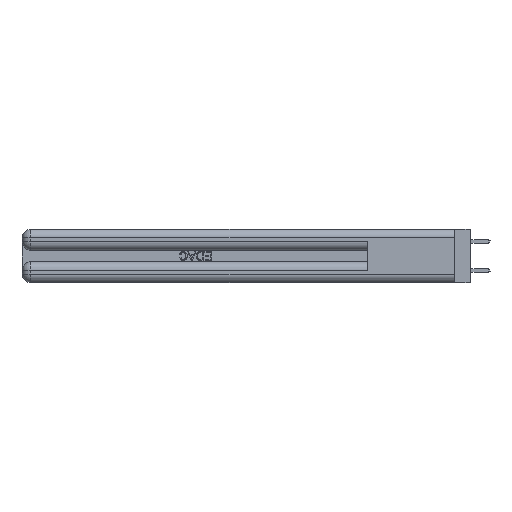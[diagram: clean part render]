
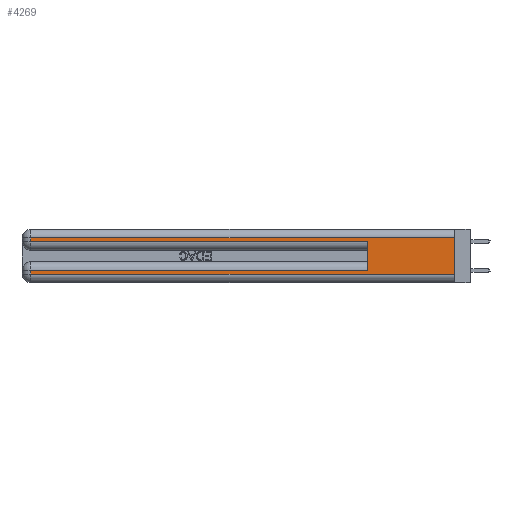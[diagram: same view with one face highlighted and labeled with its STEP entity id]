
A CAD part, left-side view. The second image highlights one B-rep face of the part: STEP entity #4269.
In plain terms, the highlighted planar face has unit normal (-1, 0, 0).
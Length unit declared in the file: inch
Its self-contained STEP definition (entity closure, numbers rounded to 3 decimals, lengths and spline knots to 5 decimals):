
#1654 = DIRECTION ( 'NONE',  ( 0., -1., 0. ) ) ;
#1970 = CARTESIAN_POINT ( 'NONE',  ( 0., 2.94, 0.31 ) ) ;
#3453 = CARTESIAN_POINT ( 'NONE',  ( 0., 2.94, 0.37 ) ) ;
#3477 = EDGE_CURVE ( 'NONE', #14473, #20634, #51326, .T. ) ;
#3496 = DIRECTION ( 'NONE',  ( 0., 0., -1. ) ) ;
#4269 = ADVANCED_FACE ( 'NONE', ( #33764 ), #10726, .F. ) ;
#4338 = ORIENTED_EDGE ( 'NONE', *, *, #9891, .T. ) ;
#5684 = ORIENTED_EDGE ( 'NONE', *, *, #43660, .T. ) ;
#5763 = DIRECTION ( 'NONE',  ( 0., -1., 0. ) ) ;
#7516 = CARTESIAN_POINT ( 'NONE',  ( 0., 0., 0.37 ) ) ;
#7942 = CARTESIAN_POINT ( 'NONE',  ( 0., 0.6, 0.085 ) ) ;
#9452 = LINE ( 'NONE', #31989, #18918 ) ;
#9891 = EDGE_CURVE ( 'NONE', #38595, #20634, #47209, .T. ) ;
#10097 = LINE ( 'NONE', #47294, #28987 ) ;
#10726 = PLANE ( 'NONE',  #12565 ) ;
#10772 = EDGE_CURVE ( 'NONE', #15378, #41086, #9452, .T. ) ;
#12180 = DIRECTION ( 'NONE',  ( 0., 0., 1. ) ) ;
#12266 = ORIENTED_EDGE ( 'NONE', *, *, #10772, .T. ) ;
#12565 = AXIS2_PLACEMENT_3D ( 'NONE', #50715, #38836, #14779 ) ;
#14473 = VERTEX_POINT ( 'NONE', #40527 ) ;
#14518 = ORIENTED_EDGE ( 'NONE', *, *, #32598, .T. ) ;
#14776 = ORIENTED_EDGE ( 'NONE', *, *, #28447, .T. ) ;
#14779 = DIRECTION ( 'NONE',  ( 0., 0., -1. ) ) ;
#15378 = VERTEX_POINT ( 'NONE', #1970 ) ;
#18023 = VECTOR ( 'NONE', #5763, 39.37008 ) ;
#18918 = VECTOR ( 'NONE', #44206, 39.37008 ) ;
#19054 = LINE ( 'NONE', #36119, #28483 ) ;
#19290 = ORIENTED_EDGE ( 'NONE', *, *, #22848, .F. ) ;
#20634 = VERTEX_POINT ( 'NONE', #25969 ) ;
#21710 = CARTESIAN_POINT ( 'NONE',  ( 0., 0., 0.06 ) ) ;
#22581 = CARTESIAN_POINT ( 'NONE',  ( 0., 2.94, 0.06 ) ) ;
#22820 = VERTEX_POINT ( 'NONE', #7942 ) ;
#22848 = EDGE_CURVE ( 'NONE', #22820, #39274, #19054, .T. ) ;
#24430 = ORIENTED_EDGE ( 'NONE', *, *, #46111, .T. ) ;
#25969 = CARTESIAN_POINT ( 'NONE',  ( 0., 0., 0.06 ) ) ;
#27849 = VECTOR ( 'NONE', #31573, 39.37008 ) ;
#28447 = EDGE_CURVE ( 'NONE', #41086, #39274, #39381, .T. ) ;
#28483 = VECTOR ( 'NONE', #12180, 39.37008 ) ;
#28987 = VECTOR ( 'NONE', #51309, 39.37008 ) ;
#31573 = DIRECTION ( 'NONE',  ( 0., 0., -1. ) ) ;
#31989 = CARTESIAN_POINT ( 'NONE',  ( 0., 2.94, 0.37 ) ) ;
#32598 = EDGE_CURVE ( 'NONE', #14473, #15378, #10097, .T. ) ;
#33413 = ORIENTED_EDGE ( 'NONE', *, *, #3477, .F. ) ;
#33764 = FACE_OUTER_BOUND ( 'NONE', #43932, .T. ) ;
#36119 = CARTESIAN_POINT ( 'NONE',  ( 0., 0.6, 0.145 ) ) ;
#36783 = CARTESIAN_POINT ( 'NONE',  ( 0., 0., 0.085 ) ) ;
#36815 = CARTESIAN_POINT ( 'NONE',  ( 0., 2.94, 0.285 ) ) ;
#37859 = VECTOR ( 'NONE', #1654, 39.37008 ) ;
#38168 = LINE ( 'NONE', #36783, #47512 ) ;
#38301 = CARTESIAN_POINT ( 'NONE',  ( 0., 0.6, 0.285 ) ) ;
#38595 = VERTEX_POINT ( 'NONE', #22581 ) ;
#38836 = DIRECTION ( 'NONE',  ( 1., 0., 0. ) ) ;
#39274 = VERTEX_POINT ( 'NONE', #38301 ) ;
#39381 = LINE ( 'NONE', #49804, #18023 ) ;
#39466 = VECTOR ( 'NONE', #3496, 39.37008 ) ;
#40527 = CARTESIAN_POINT ( 'NONE',  ( 0., 0., 0.31 ) ) ;
#41086 = VERTEX_POINT ( 'NONE', #36815 ) ;
#43660 = EDGE_CURVE ( 'NONE', #22820, #45533, #38168, .T. ) ;
#43932 = EDGE_LOOP ( 'NONE', ( #33413, #14518, #12266, #14776, #19290, #5684, #24430, #4338 ) ) ;
#44206 = DIRECTION ( 'NONE',  ( 0., 0., -1. ) ) ;
#44614 = DIRECTION ( 'NONE',  ( 0., 1., 0. ) ) ;
#45533 = VERTEX_POINT ( 'NONE', #45820 ) ;
#45820 = CARTESIAN_POINT ( 'NONE',  ( 0., 2.94, 0.085 ) ) ;
#46111 = EDGE_CURVE ( 'NONE', #45533, #38595, #47865, .T. ) ;
#47209 = LINE ( 'NONE', #21710, #37859 ) ;
#47294 = CARTESIAN_POINT ( 'NONE',  ( 0., 0., 0.31 ) ) ;
#47512 = VECTOR ( 'NONE', #44614, 39.37008 ) ;
#47865 = LINE ( 'NONE', #3453, #27849 ) ;
#49804 = CARTESIAN_POINT ( 'NONE',  ( 0., 0., 0.285 ) ) ;
#50715 = CARTESIAN_POINT ( 'NONE',  ( 0., 0., 0.37 ) ) ;
#51309 = DIRECTION ( 'NONE',  ( 0., 1., 0. ) ) ;
#51326 = LINE ( 'NONE', #7516, #39466 ) ;
